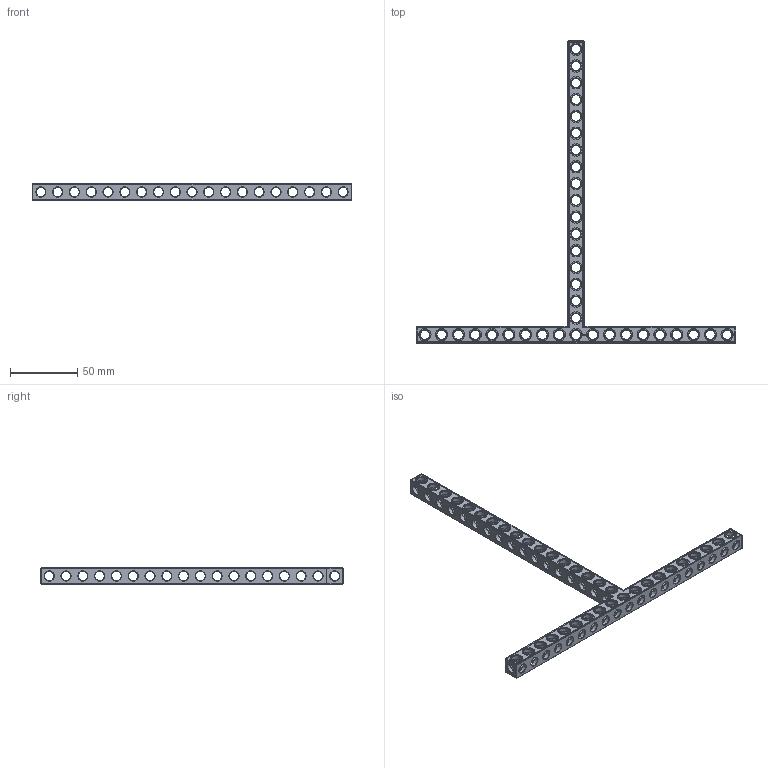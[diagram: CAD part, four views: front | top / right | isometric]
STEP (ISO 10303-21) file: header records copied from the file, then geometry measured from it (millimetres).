
FILE_DESCRIPTION(('FreeCAD Model'),'2;1');
FILE_NAME('Open CASCADE Shape Model','2022-01-29T22:14:22',( 'Paulo Kiefe'),('STEMFIE.org'),'Open CASCADE STEP processor 7.4', 'FreeCAD','Unknown');
FILE_SCHEMA(('AUTOMOTIVE_DESIGN { 1 0 10303 214 1 1 1 1 }'));
Products named in the file (1): Beam_TSH_SYM_ESS_BU19x18x01_-_SPN-BEM-1168_(stemfie.org)
Bounding box: 237.5 x 225 x 12.5 mm (x, y, z)
Volume: 35164.6 mm3; surface area: 31441.4 mm2
Topology: 1 solids, 1 shells, 940 faces, 2950 edges, 1940 vertices
Faces by surface type: plane 419, cylinder 219, extrusion 154, cone 148
Full cylindrical faces by diameter (mm): 6.98 x20, 7 x163, 9.2 x36
Entity records: 116004 total; most frequent: CARTESIAN_POINT 61345, DIRECTION 8842, ORIENTED_EDGE 5900, PCURVE 5900, DEFINITIONAL_REPRESENTATION 5900, VECTOR 5374, LINE 5220, EDGE_CURVE 2950
